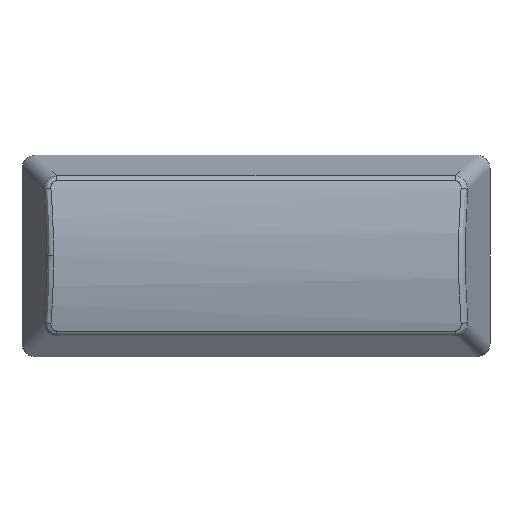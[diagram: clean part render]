
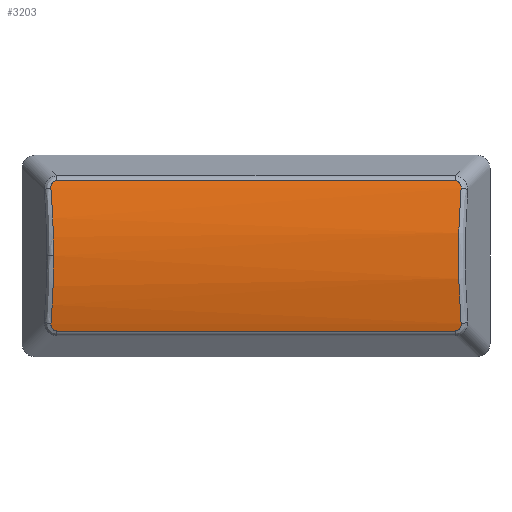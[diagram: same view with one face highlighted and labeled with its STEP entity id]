
A CAD part, top view. The second image highlights one B-rep face of the part: STEP entity #3203.
In plain terms, the highlighted cylindrical face has radius 25.296 mm (diameter 50.591 mm), a partial arc.
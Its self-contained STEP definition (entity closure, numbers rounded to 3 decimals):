
#3069=CARTESIAN_POINT('',(-749.764,124.3,-18.096));
#3070=DIRECTION('',(1.,0.,0.));
#3071=DIRECTION('',(0.,0.,-1.));
#3072=AXIS2_PLACEMENT_3D('',#3069,#3070,#3071);
#3073=CYLINDRICAL_SURFACE('',#3072,25.296);
#3074=CARTESIAN_POINT('',(107.885,118.25,6.466));
#3075=VERTEX_POINT('',#3074);
#3076=CARTESIAN_POINT('',(108.426,117.586,6.293));
#3077=VERTEX_POINT('',#3076);
#3078=CARTESIAN_POINT('',(107.885,118.25,6.466));
#3079=CARTESIAN_POINT('',(107.879,118.169,6.446));
#3080=CARTESIAN_POINT('',(107.884,118.088,6.426));
#3081=CARTESIAN_POINT('',(107.904,118.01,6.405));
#3082=CARTESIAN_POINT('',(107.924,117.931,6.385));
#3083=CARTESIAN_POINT('',(107.958,117.857,6.366));
#3084=CARTESIAN_POINT('',(108.006,117.792,6.349));
#3085=CARTESIAN_POINT('',(108.055,117.728,6.331));
#3086=CARTESIAN_POINT('',(108.119,117.675,6.317));
#3087=CARTESIAN_POINT('',(108.191,117.639,6.307));
#3088=CARTESIAN_POINT('',(108.227,117.622,6.303));
#3089=CARTESIAN_POINT('',(108.266,117.608,6.299));
#3090=CARTESIAN_POINT('',(108.305,117.599,6.296));
#3091=CARTESIAN_POINT('',(108.345,117.591,6.294));
#3092=CARTESIAN_POINT('',(108.385,117.586,6.293));
#3093=CARTESIAN_POINT('',(108.426,117.586,6.293));
#3094=B_SPLINE_CURVE_WITH_KNOTS('',3,(#3078,#3079,#3080,#3081,#3082,#3083,#3084,#3085,#3086,#3087,#3088,#3089,#3090,#3091,#3092,#3093),.UNSPECIFIED.,.F.,.F.,(4,3,3,3,3,4),(0.,0.,0.,0.001,0.001,0.001),.UNSPECIFIED.);
#3095=EDGE_CURVE('',#3075,#3077,#3094,.T.);
#3096=ORIENTED_EDGE('',*,*,#3095,.T.);
#3097=CARTESIAN_POINT('',(143.987,117.586,6.293));
#3098=VERTEX_POINT('',#3097);
#3099=CARTESIAN_POINT('',(108.426,117.586,6.293));
#3100=DIRECTION('',(1.,0.,0.));
#3101=VECTOR('',#3100,35.561);
#3102=LINE('',#3099,#3101);
#3103=EDGE_CURVE('',#3077,#3098,#3102,.T.);
#3104=ORIENTED_EDGE('',*,*,#3103,.T.);
#3105=CARTESIAN_POINT('',(144.527,118.25,6.466));
#3106=VERTEX_POINT('',#3105);
#3107=CARTESIAN_POINT('',(143.987,117.586,6.293));
#3108=CARTESIAN_POINT('',(144.069,117.586,6.293));
#3109=CARTESIAN_POINT('',(144.15,117.604,6.298));
#3110=CARTESIAN_POINT('',(144.222,117.64,6.307));
#3111=CARTESIAN_POINT('',(144.259,117.658,6.312));
#3112=CARTESIAN_POINT('',(144.293,117.68,6.318));
#3113=CARTESIAN_POINT('',(144.324,117.706,6.325));
#3114=CARTESIAN_POINT('',(144.355,117.732,6.332));
#3115=CARTESIAN_POINT('',(144.382,117.761,6.34));
#3116=CARTESIAN_POINT('',(144.407,117.793,6.349));
#3117=CARTESIAN_POINT('',(144.455,117.857,6.366));
#3118=CARTESIAN_POINT('',(144.489,117.932,6.385));
#3119=CARTESIAN_POINT('',(144.509,118.01,6.406));
#3120=CARTESIAN_POINT('',(144.528,118.089,6.426));
#3121=CARTESIAN_POINT('',(144.534,118.169,6.446));
#3122=CARTESIAN_POINT('',(144.527,118.25,6.466));
#3123=B_SPLINE_CURVE_WITH_KNOTS('',3,(#3107,#3108,#3109,#3110,#3111,#3112,#3113,#3114,#3115,#3116,#3117,#3118,#3119,#3120,#3121,#3122),.UNSPECIFIED.,.F.,.F.,(4,3,3,3,3,4),(0.,0.,0.,0.,0.001,0.001),.UNSPECIFIED.);
#3124=EDGE_CURVE('',#3098,#3106,#3123,.T.);
#3125=ORIENTED_EDGE('',*,*,#3124,.T.);
#3126=CARTESIAN_POINT('',(144.527,130.35,6.466));
#3127=VERTEX_POINT('',#3126);
#3128=CARTESIAN_POINT('',(152.407,124.3,-18.096));
#3129=DIRECTION('',(-0.952,-0.,-0.305));
#3130=DIRECTION('',(0.305,0.,-0.952));
#3131=AXIS2_PLACEMENT_3D('',#3128,#3129,#3130);
#3132=ELLIPSE('',#3131,26.566,25.296);
#3133=EDGE_CURVE('',#3106,#3127,#3132,.T.);
#3134=ORIENTED_EDGE('',*,*,#3133,.T.);
#3135=CARTESIAN_POINT('',(143.987,131.014,6.293));
#3136=VERTEX_POINT('',#3135);
#3137=CARTESIAN_POINT('',(144.527,130.35,6.466));
#3138=CARTESIAN_POINT('',(144.534,130.431,6.446));
#3139=CARTESIAN_POINT('',(144.528,130.512,6.426));
#3140=CARTESIAN_POINT('',(144.508,130.59,6.405));
#3141=CARTESIAN_POINT('',(144.489,130.669,6.385));
#3142=CARTESIAN_POINT('',(144.455,130.743,6.366));
#3143=CARTESIAN_POINT('',(144.406,130.808,6.349));
#3144=CARTESIAN_POINT('',(144.358,130.872,6.331));
#3145=CARTESIAN_POINT('',(144.294,130.925,6.317));
#3146=CARTESIAN_POINT('',(144.222,130.961,6.307));
#3147=CARTESIAN_POINT('',(144.186,130.978,6.303));
#3148=CARTESIAN_POINT('',(144.147,130.992,6.299));
#3149=CARTESIAN_POINT('',(144.107,131.001,6.296));
#3150=CARTESIAN_POINT('',(144.068,131.009,6.294));
#3151=CARTESIAN_POINT('',(144.028,131.014,6.293));
#3152=CARTESIAN_POINT('',(143.987,131.014,6.293));
#3153=B_SPLINE_CURVE_WITH_KNOTS('',3,(#3137,#3138,#3139,#3140,#3141,#3142,#3143,#3144,#3145,#3146,#3147,#3148,#3149,#3150,#3151,#3152),.UNSPECIFIED.,.F.,.F.,(4,3,3,3,3,4),(0.,0.,0.,0.001,0.001,0.001),.UNSPECIFIED.);
#3154=EDGE_CURVE('',#3127,#3136,#3153,.T.);
#3155=ORIENTED_EDGE('',*,*,#3154,.T.);
#3156=CARTESIAN_POINT('',(108.426,131.014,6.293));
#3157=VERTEX_POINT('',#3156);
#3158=CARTESIAN_POINT('',(143.987,131.014,6.293));
#3159=DIRECTION('',(-1.,-0.,-0.));
#3160=VECTOR('',#3159,35.561);
#3161=LINE('',#3158,#3160);
#3162=EDGE_CURVE('',#3136,#3157,#3161,.T.);
#3163=ORIENTED_EDGE('',*,*,#3162,.T.);
#3164=CARTESIAN_POINT('',(107.885,130.35,6.466));
#3165=VERTEX_POINT('',#3164);
#3166=CARTESIAN_POINT('',(108.426,131.014,6.293));
#3167=CARTESIAN_POINT('',(108.344,131.014,6.293));
#3168=CARTESIAN_POINT('',(108.262,130.996,6.298));
#3169=CARTESIAN_POINT('',(108.19,130.96,6.307));
#3170=CARTESIAN_POINT('',(108.154,130.942,6.312));
#3171=CARTESIAN_POINT('',(108.119,130.92,6.318));
#3172=CARTESIAN_POINT('',(108.088,130.894,6.325));
#3173=CARTESIAN_POINT('',(108.058,130.868,6.332));
#3174=CARTESIAN_POINT('',(108.03,130.839,6.34));
#3175=CARTESIAN_POINT('',(108.006,130.807,6.349));
#3176=CARTESIAN_POINT('',(107.957,130.743,6.366));
#3177=CARTESIAN_POINT('',(107.924,130.668,6.385));
#3178=CARTESIAN_POINT('',(107.904,130.59,6.406));
#3179=CARTESIAN_POINT('',(107.884,130.511,6.426));
#3180=CARTESIAN_POINT('',(107.879,130.431,6.446));
#3181=CARTESIAN_POINT('',(107.885,130.35,6.466));
#3182=B_SPLINE_CURVE_WITH_KNOTS('',3,(#3166,#3167,#3168,#3169,#3170,#3171,#3172,#3173,#3174,#3175,#3176,#3177,#3178,#3179,#3180,#3181),.UNSPECIFIED.,.F.,.F.,(4,3,3,3,3,4),(0.,0.,0.,0.,0.001,0.001),.UNSPECIFIED.);
#3183=EDGE_CURVE('',#3157,#3165,#3182,.T.);
#3184=ORIENTED_EDGE('',*,*,#3183,.T.);
#3185=CARTESIAN_POINT('',(108.121,124.3,7.2));
#3186=VERTEX_POINT('',#3185);
#3187=CARTESIAN_POINT('',(100.005,124.3,-18.096));
#3188=DIRECTION('',(0.952,-0.,-0.305));
#3189=DIRECTION('',(0.305,0.,0.952));
#3190=AXIS2_PLACEMENT_3D('',#3187,#3188,#3189);
#3191=ELLIPSE('',#3190,26.566,25.296);
#3192=EDGE_CURVE('',#3165,#3186,#3191,.T.);
#3193=ORIENTED_EDGE('',*,*,#3192,.T.);
#3194=CARTESIAN_POINT('',(100.005,124.3,-18.096));
#3195=DIRECTION('',(0.952,-0.,-0.305));
#3196=DIRECTION('',(0.305,0.,0.952));
#3197=AXIS2_PLACEMENT_3D('',#3194,#3195,#3196);
#3198=ELLIPSE('',#3197,26.566,25.296);
#3199=EDGE_CURVE('',#3186,#3075,#3198,.T.);
#3200=ORIENTED_EDGE('',*,*,#3199,.T.);
#3201=EDGE_LOOP('',(#3096,#3104,#3125,#3134,#3155,#3163,#3184,#3193,#3200));
#3202=FACE_BOUND('',#3201,.T.);
#3203=ADVANCED_FACE('',(#3202),#3073,.T.);
